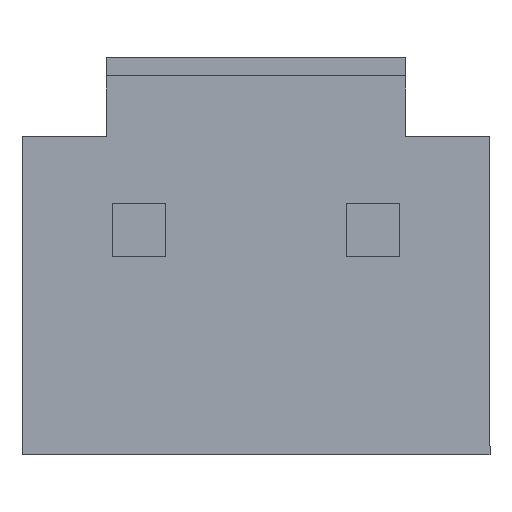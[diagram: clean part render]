
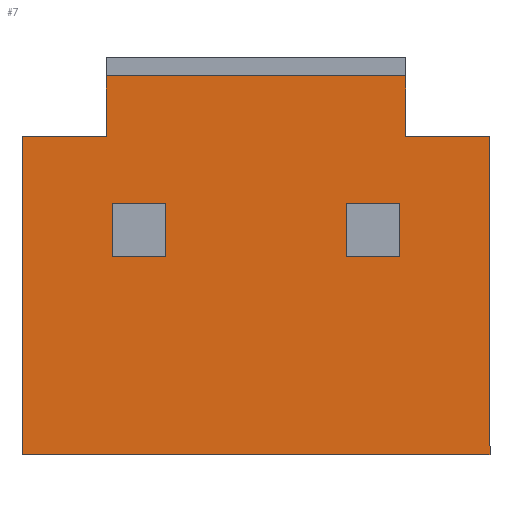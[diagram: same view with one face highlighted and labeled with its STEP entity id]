
A CAD part, front view. The second image highlights one B-rep face of the part: STEP entity #7.
In plain terms, the highlighted planar face has unit normal (0, -1, 0).
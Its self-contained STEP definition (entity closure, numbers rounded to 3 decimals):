
#1 = ORIENTED_EDGE ( 'NONE', *, *, #16, .T. ) ;
#2 = ORIENTED_EDGE ( 'NONE', *, *, #5, .T. ) ;
#3 = EDGE_LOOP ( 'NONE', ( #2, #1, #17, #11 ) ) ;
#5 = EDGE_CURVE ( 'NONE', #13, #6, #157, .T. ) ;
#6 = VERTEX_POINT ( 'NONE', #153 ) ;
#7 = ADVANCED_FACE ( 'NONE', ( #152, #151, #150 ), #192, .T. ) ;
#8 = EDGE_LOOP ( 'NONE', ( #19, #130, #134, #56, #58, #40, #42, #52 ) ) ;
#11 = ORIENTED_EDGE ( 'NONE', *, *, #18, .T. ) ;
#12 = VERTEX_POINT ( 'NONE', #179 ) ;
#13 = VERTEX_POINT ( 'NONE', #178 ) ;
#15 = VERTEX_POINT ( 'NONE', #177 ) ;
#16 = EDGE_CURVE ( 'NONE', #6, #12, #176, .T. ) ;
#17 = ORIENTED_EDGE ( 'NONE', *, *, #131, .T. ) ;
#18 = EDGE_CURVE ( 'NONE', #15, #13, #172, .T. ) ;
#19 = ORIENTED_EDGE ( 'NONE', *, *, #20, .T. ) ;
#20 = EDGE_CURVE ( 'NONE', #129, #21, #514, .T. ) ;
#21 = VERTEX_POINT ( 'NONE', #469 ) ;
#22 = VERTEX_POINT ( 'NONE', #468 ) ;
#23 = VERTEX_POINT ( 'NONE', #471 ) ;
#40 = ORIENTED_EDGE ( 'NONE', *, *, #120, .T. ) ;
#42 = ORIENTED_EDGE ( 'NONE', *, *, #51, .T. ) ;
#43 = EDGE_CURVE ( 'NONE', #48, #54, #499, .T. ) ;
#47 = VERTEX_POINT ( 'NONE', #473 ) ;
#48 = VERTEX_POINT ( 'NONE', #472 ) ;
#49 = EDGE_CURVE ( 'NONE', #127, #48, #458, .T. ) ;
#50 = ORIENTED_EDGE ( 'NONE', *, *, #43, .T. ) ;
#51 = EDGE_CURVE ( 'NONE', #126, #47, #454, .T. ) ;
#52 = ORIENTED_EDGE ( 'NONE', *, *, #124, .T. ) ;
#53 = EDGE_CURVE ( 'NONE', #54, #122, #450, .T. ) ;
#54 = VERTEX_POINT ( 'NONE', #564 ) ;
#55 = EDGE_CURVE ( 'NONE', #135, #23, #563, .T. ) ;
#56 = ORIENTED_EDGE ( 'NONE', *, *, #57, .T. ) ;
#57 = EDGE_CURVE ( 'NONE', #135, #132, #559, .T. ) ;
#58 = ORIENTED_EDGE ( 'NONE', *, *, #59, .T. ) ;
#59 = EDGE_CURVE ( 'NONE', #132, #22, #555, .T. ) ;
#119 = ORIENTED_EDGE ( 'NONE', *, *, #128, .T. ) ;
#120 = EDGE_CURVE ( 'NONE', #22, #126, #723, .T. ) ;
#121 = ORIENTED_EDGE ( 'NONE', *, *, #53, .T. ) ;
#122 = VERTEX_POINT ( 'NONE', #719 ) ;
#123 = ORIENTED_EDGE ( 'NONE', *, *, #49, .T. ) ;
#124 = EDGE_CURVE ( 'NONE', #47, #129, #718, .T. ) ;
#125 = EDGE_LOOP ( 'NONE', ( #121, #119, #123, #50 ) ) ;
#126 = VERTEX_POINT ( 'NONE', #714 ) ;
#127 = VERTEX_POINT ( 'NONE', #713 ) ;
#128 = EDGE_CURVE ( 'NONE', #122, #127, #712, .T. ) ;
#129 = VERTEX_POINT ( 'NONE', #708 ) ;
#130 = ORIENTED_EDGE ( 'NONE', *, *, #133, .F. ) ;
#131 = EDGE_CURVE ( 'NONE', #12, #15, #707, .T. ) ;
#132 = VERTEX_POINT ( 'NONE', #703 ) ;
#133 = EDGE_CURVE ( 'NONE', #23, #21, #702, .T. ) ;
#134 = ORIENTED_EDGE ( 'NONE', *, *, #55, .F. ) ;
#135 = VERTEX_POINT ( 'NONE', #698 ) ;
#150 = FACE_BOUND ( 'NONE', #125, .T. ) ;
#151 = FACE_OUTER_BOUND ( 'NONE', #8, .T. ) ;
#152 = FACE_BOUND ( 'NONE', #3, .T. ) ;
#153 = CARTESIAN_POINT ( 'NONE',  ( -0.33, 0., 5.37 ) ) ;
#154 = DIRECTION ( 'NONE',  ( 1., 0., 0. ) ) ;
#155 = VECTOR ( 'NONE', #154, 1000. ) ;
#156 = CARTESIAN_POINT ( 'NONE',  ( 1.6, 0., 5.37 ) ) ;
#157 = LINE ( 'NONE', #156, #155 ) ;
#169 = DIRECTION ( 'NONE',  ( 0., 0., 1. ) ) ;
#170 = VECTOR ( 'NONE', #169, 1000. ) ;
#171 = CARTESIAN_POINT ( 'NONE',  ( -1.47, 0., 0. ) ) ;
#172 = LINE ( 'NONE', #171, #170 ) ;
#173 = DIRECTION ( 'NONE',  ( 0., 0., -1. ) ) ;
#174 = VECTOR ( 'NONE', #173, 1000. ) ;
#175 = CARTESIAN_POINT ( 'NONE',  ( -0.33, 0., 0. ) ) ;
#176 = LINE ( 'NONE', #175, #174 ) ;
#177 = CARTESIAN_POINT ( 'NONE',  ( -1.47, 0., 4.23 ) ) ;
#178 = CARTESIAN_POINT ( 'NONE',  ( -1.47, 0., 5.37 ) ) ;
#179 = CARTESIAN_POINT ( 'NONE',  ( -0.33, 0., 4.23 ) ) ;
#188 = DIRECTION ( 'NONE',  ( 0., 0., 1. ) ) ;
#189 = DIRECTION ( 'NONE',  ( 0., -1., 0. ) ) ;
#190 = CARTESIAN_POINT ( 'NONE',  ( 1.6, 0., 0. ) ) ;
#191 = AXIS2_PLACEMENT_3D ( 'NONE', #190, #189, #188 ) ;
#192 = PLANE ( 'NONE',  #191 ) ;
#448 = VECTOR ( 'NONE', #565, 1000. ) ;
#449 = CARTESIAN_POINT ( 'NONE',  ( 1.6, 0., 5.37 ) ) ;
#450 = LINE ( 'NONE', #449, #448 ) ;
#451 = DIRECTION ( 'NONE',  ( -1., 0., 0. ) ) ;
#452 = VECTOR ( 'NONE', #451, 1000. ) ;
#453 = CARTESIAN_POINT ( 'NONE',  ( 1.6, 0., 8.1 ) ) ;
#454 = LINE ( 'NONE', #453, #452 ) ;
#455 = DIRECTION ( 'NONE',  ( -1., 0., 0. ) ) ;
#456 = VECTOR ( 'NONE', #455, 1000. ) ;
#457 = CARTESIAN_POINT ( 'NONE',  ( 1.6, 0., 4.23 ) ) ;
#458 = LINE ( 'NONE', #457, #456 ) ;
#468 = CARTESIAN_POINT ( 'NONE',  ( -0.2, 0., 6.8 ) ) ;
#469 = CARTESIAN_POINT ( 'NONE',  ( -8.4, 0., 6.8 ) ) ;
#470 = VECTOR ( 'NONE', #515, 1000. ) ;
#471 = CARTESIAN_POINT ( 'NONE',  ( -8.4, 0., 0. ) ) ;
#472 = CARTESIAN_POINT ( 'NONE',  ( -6.47, 0., 4.23 ) ) ;
#473 = CARTESIAN_POINT ( 'NONE',  ( -6.6, 0., 8.1 ) ) ;
#496 = DIRECTION ( 'NONE',  ( 0., 0., 1. ) ) ;
#497 = VECTOR ( 'NONE', #496, 1000. ) ;
#498 = CARTESIAN_POINT ( 'NONE',  ( -6.47, 0., 0. ) ) ;
#499 = LINE ( 'NONE', #498, #497 ) ;
#513 = CARTESIAN_POINT ( 'NONE',  ( -8.4, 0., 6.8 ) ) ;
#514 = LINE ( 'NONE', #513, #470 ) ;
#515 = DIRECTION ( 'NONE',  ( -1., 0., 0. ) ) ;
#551 = DIRECTION ( 'NONE',  ( -1., 0., 0. ) ) ;
#552 = VECTOR ( 'NONE', #551, 1000. ) ;
#553 = CARTESIAN_POINT ( 'NONE',  ( 1.6, 0., 6.8 ) ) ;
#555 = LINE ( 'NONE', #553, #552 ) ;
#556 = DIRECTION ( 'NONE',  ( 0., 0., 1. ) ) ;
#557 = VECTOR ( 'NONE', #556, 1000. ) ;
#558 = CARTESIAN_POINT ( 'NONE',  ( 1.6, 0., 0. ) ) ;
#559 = LINE ( 'NONE', #558, #557 ) ;
#560 = DIRECTION ( 'NONE',  ( -1., 0., 0. ) ) ;
#561 = VECTOR ( 'NONE', #560, 1000. ) ;
#562 = CARTESIAN_POINT ( 'NONE',  ( 1.6, 0., 0. ) ) ;
#563 = LINE ( 'NONE', #562, #561 ) ;
#564 = CARTESIAN_POINT ( 'NONE',  ( -6.47, 0., 5.37 ) ) ;
#565 = DIRECTION ( 'NONE',  ( 1., 0., 0. ) ) ;
#698 = CARTESIAN_POINT ( 'NONE',  ( 1.6, 0., 0. ) ) ;
#699 = DIRECTION ( 'NONE',  ( 0., 0., 1. ) ) ;
#700 = VECTOR ( 'NONE', #699, 1000. ) ;
#701 = CARTESIAN_POINT ( 'NONE',  ( -8.4, 0., 0. ) ) ;
#702 = LINE ( 'NONE', #701, #700 ) ;
#703 = CARTESIAN_POINT ( 'NONE',  ( 1.6, 0., 6.8 ) ) ;
#704 = DIRECTION ( 'NONE',  ( -1., 0., 0. ) ) ;
#705 = VECTOR ( 'NONE', #704, 1000. ) ;
#706 = CARTESIAN_POINT ( 'NONE',  ( 1.6, 0., 4.23 ) ) ;
#707 = LINE ( 'NONE', #706, #705 ) ;
#708 = CARTESIAN_POINT ( 'NONE',  ( -6.6, 0., 6.8 ) ) ;
#709 = DIRECTION ( 'NONE',  ( 0., 0., -1. ) ) ;
#710 = VECTOR ( 'NONE', #709, 1000. ) ;
#711 = CARTESIAN_POINT ( 'NONE',  ( -5.33, 0., 0. ) ) ;
#712 = LINE ( 'NONE', #711, #710 ) ;
#713 = CARTESIAN_POINT ( 'NONE',  ( -5.33, 0., 4.23 ) ) ;
#714 = CARTESIAN_POINT ( 'NONE',  ( -0.2, 0., 8.1 ) ) ;
#715 = DIRECTION ( 'NONE',  ( 0., 0., -1. ) ) ;
#716 = VECTOR ( 'NONE', #715, 1000. ) ;
#717 = CARTESIAN_POINT ( 'NONE',  ( -6.6, 0., 8.5 ) ) ;
#718 = LINE ( 'NONE', #717, #716 ) ;
#719 = CARTESIAN_POINT ( 'NONE',  ( -5.33, 0., 5.37 ) ) ;
#720 = DIRECTION ( 'NONE',  ( 0., 0., 1. ) ) ;
#721 = VECTOR ( 'NONE', #720, 1000. ) ;
#722 = CARTESIAN_POINT ( 'NONE',  ( -0.2, 0., 8.5 ) ) ;
#723 = LINE ( 'NONE', #722, #721 ) ;
